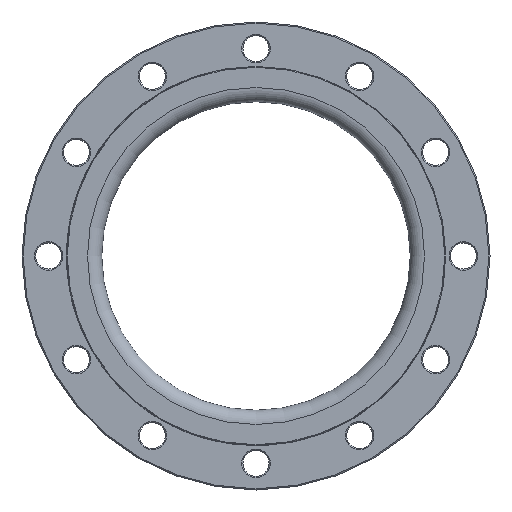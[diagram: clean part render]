
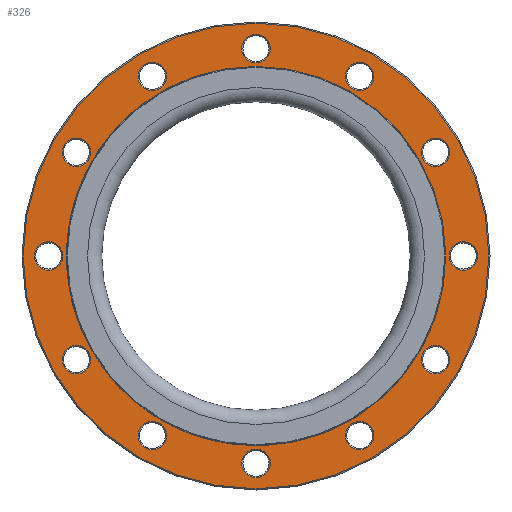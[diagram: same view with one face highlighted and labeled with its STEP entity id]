
A CAD part, left-side view. The second image highlights one B-rep face of the part: STEP entity #326.
In plain terms, the highlighted planar face has unit normal (-1, 0, 0).
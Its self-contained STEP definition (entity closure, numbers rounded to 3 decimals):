
#59=CARTESIAN_POINT('',(-96.,0.,0.));
#60=DIRECTION('',(-1.,0.,0.));
#61=DIRECTION('',(-0.,0.,-1.));
#62=AXIS2_PLACEMENT_3D('',#59,#60,#61);
#63=PLANE('',#62);
#64=CARTESIAN_POINT('',(-96.,-0.,145.5));
#65=VERTEX_POINT('',#64);
#66=CARTESIAN_POINT('',(-96.,-0.,0.));
#67=DIRECTION('',(1.,-0.,-0.));
#68=DIRECTION('',(0.,0.,1.));
#69=AXIS2_PLACEMENT_3D('',#66,#67,#68);
#70=CIRCLE('',#69,145.5);
#71=EDGE_CURVE('',#65,#65,#70,.T.);
#72=ORIENTED_EDGE('',*,*,#71,.T.);
#73=EDGE_LOOP('',(#72));
#74=FACE_BOUND('',#73,.T.);
#75=CARTESIAN_POINT('',(-96.,-0.,-196.5));
#76=VERTEX_POINT('',#75);
#77=CARTESIAN_POINT('',(-96.,0.,0.));
#78=DIRECTION('',(-1.,-0.,0.));
#79=DIRECTION('',(-0.,0.,-1.));
#80=AXIS2_PLACEMENT_3D('',#77,#78,#79);
#81=CIRCLE('',#80,196.5);
#82=EDGE_CURVE('',#76,#76,#81,.T.);
#83=ORIENTED_EDGE('',*,*,#82,.T.);
#84=EDGE_LOOP('',(#83));
#85=FACE_BOUND('',#84,.T.);
#86=CARTESIAN_POINT('',(-96.,151.554,75.5));
#87=VERTEX_POINT('',#86);
#88=CARTESIAN_POINT('',(-96.,151.554,99.5));
#89=VERTEX_POINT('',#88);
#90=CARTESIAN_POINT('',(-96.,151.554,87.5));
#91=DIRECTION('',(1.,0.,-0.));
#92=DIRECTION('',(-0.,0.,-1.));
#93=AXIS2_PLACEMENT_3D('',#90,#91,#92);
#94=CIRCLE('',#93,12.);
#95=EDGE_CURVE('',#87,#89,#94,.T.);
#96=ORIENTED_EDGE('',*,*,#95,.T.);
#97=CARTESIAN_POINT('',(-96.,151.554,87.5));
#98=DIRECTION('',(1.,0.,-0.));
#99=DIRECTION('',(-0.,0.,-1.));
#100=AXIS2_PLACEMENT_3D('',#97,#98,#99);
#101=CIRCLE('',#100,12.);
#102=EDGE_CURVE('',#89,#87,#101,.T.);
#103=ORIENTED_EDGE('',*,*,#102,.T.);
#104=EDGE_LOOP('',(#96,#103));
#105=FACE_BOUND('',#104,.T.);
#106=CARTESIAN_POINT('',(-96.,0.,-187.));
#107=VERTEX_POINT('',#106);
#108=CARTESIAN_POINT('',(-96.,0.,-163.));
#109=VERTEX_POINT('',#108);
#110=CARTESIAN_POINT('',(-96.,0.,-175.));
#111=DIRECTION('',(1.,0.,-0.));
#112=DIRECTION('',(-0.,0.,-1.));
#113=AXIS2_PLACEMENT_3D('',#110,#111,#112);
#114=CIRCLE('',#113,12.);
#115=EDGE_CURVE('',#107,#109,#114,.T.);
#116=ORIENTED_EDGE('',*,*,#115,.T.);
#117=CARTESIAN_POINT('',(-96.,0.,-175.));
#118=DIRECTION('',(1.,0.,-0.));
#119=DIRECTION('',(-0.,0.,-1.));
#120=AXIS2_PLACEMENT_3D('',#117,#118,#119);
#121=CIRCLE('',#120,12.);
#122=EDGE_CURVE('',#109,#107,#121,.T.);
#123=ORIENTED_EDGE('',*,*,#122,.T.);
#124=EDGE_LOOP('',(#116,#123));
#125=FACE_BOUND('',#124,.T.);
#126=CARTESIAN_POINT('',(-96.,-175.,-12.));
#127=VERTEX_POINT('',#126);
#128=CARTESIAN_POINT('',(-96.,-175.,12.));
#129=VERTEX_POINT('',#128);
#130=CARTESIAN_POINT('',(-96.,-175.,0.));
#131=DIRECTION('',(1.,0.,-0.));
#132=DIRECTION('',(-0.,0.,-1.));
#133=AXIS2_PLACEMENT_3D('',#130,#131,#132);
#134=CIRCLE('',#133,12.);
#135=EDGE_CURVE('',#127,#129,#134,.T.);
#136=ORIENTED_EDGE('',*,*,#135,.T.);
#137=CARTESIAN_POINT('',(-96.,-175.,0.));
#138=DIRECTION('',(1.,0.,-0.));
#139=DIRECTION('',(-0.,0.,-1.));
#140=AXIS2_PLACEMENT_3D('',#137,#138,#139);
#141=CIRCLE('',#140,12.);
#142=EDGE_CURVE('',#129,#127,#141,.T.);
#143=ORIENTED_EDGE('',*,*,#142,.T.);
#144=EDGE_LOOP('',(#136,#143));
#145=FACE_BOUND('',#144,.T.);
#146=CARTESIAN_POINT('',(-96.,151.554,-99.5));
#147=VERTEX_POINT('',#146);
#148=CARTESIAN_POINT('',(-96.,151.554,-75.5));
#149=VERTEX_POINT('',#148);
#150=CARTESIAN_POINT('',(-96.,151.554,-87.5));
#151=DIRECTION('',(1.,0.,-0.));
#152=DIRECTION('',(-0.,0.,-1.));
#153=AXIS2_PLACEMENT_3D('',#150,#151,#152);
#154=CIRCLE('',#153,12.);
#155=EDGE_CURVE('',#147,#149,#154,.T.);
#156=ORIENTED_EDGE('',*,*,#155,.T.);
#157=CARTESIAN_POINT('',(-96.,151.554,-87.5));
#158=DIRECTION('',(1.,0.,-0.));
#159=DIRECTION('',(-0.,0.,-1.));
#160=AXIS2_PLACEMENT_3D('',#157,#158,#159);
#161=CIRCLE('',#160,12.);
#162=EDGE_CURVE('',#149,#147,#161,.T.);
#163=ORIENTED_EDGE('',*,*,#162,.T.);
#164=EDGE_LOOP('',(#156,#163));
#165=FACE_BOUND('',#164,.T.);
#166=CARTESIAN_POINT('',(-96.,-151.554,-99.5));
#167=VERTEX_POINT('',#166);
#168=CARTESIAN_POINT('',(-96.,-151.554,-75.5));
#169=VERTEX_POINT('',#168);
#170=CARTESIAN_POINT('',(-96.,-151.554,-87.5));
#171=DIRECTION('',(1.,0.,-0.));
#172=DIRECTION('',(-0.,0.,-1.));
#173=AXIS2_PLACEMENT_3D('',#170,#171,#172);
#174=CIRCLE('',#173,12.);
#175=EDGE_CURVE('',#167,#169,#174,.T.);
#176=ORIENTED_EDGE('',*,*,#175,.T.);
#177=CARTESIAN_POINT('',(-96.,-151.554,-87.5));
#178=DIRECTION('',(1.,0.,-0.));
#179=DIRECTION('',(-0.,0.,-1.));
#180=AXIS2_PLACEMENT_3D('',#177,#178,#179);
#181=CIRCLE('',#180,12.);
#182=EDGE_CURVE('',#169,#167,#181,.T.);
#183=ORIENTED_EDGE('',*,*,#182,.T.);
#184=EDGE_LOOP('',(#176,#183));
#185=FACE_BOUND('',#184,.T.);
#186=CARTESIAN_POINT('',(-96.,175.,-12.));
#187=VERTEX_POINT('',#186);
#188=CARTESIAN_POINT('',(-96.,175.,12.));
#189=VERTEX_POINT('',#188);
#190=CARTESIAN_POINT('',(-96.,175.,0.));
#191=DIRECTION('',(1.,0.,-0.));
#192=DIRECTION('',(-0.,0.,-1.));
#193=AXIS2_PLACEMENT_3D('',#190,#191,#192);
#194=CIRCLE('',#193,12.);
#195=EDGE_CURVE('',#187,#189,#194,.T.);
#196=ORIENTED_EDGE('',*,*,#195,.T.);
#197=CARTESIAN_POINT('',(-96.,175.,0.));
#198=DIRECTION('',(1.,0.,-0.));
#199=DIRECTION('',(-0.,0.,-1.));
#200=AXIS2_PLACEMENT_3D('',#197,#198,#199);
#201=CIRCLE('',#200,12.);
#202=EDGE_CURVE('',#189,#187,#201,.T.);
#203=ORIENTED_EDGE('',*,*,#202,.T.);
#204=EDGE_LOOP('',(#196,#203));
#205=FACE_BOUND('',#204,.T.);
#206=CARTESIAN_POINT('',(-96.,-87.5,-163.554));
#207=VERTEX_POINT('',#206);
#208=CARTESIAN_POINT('',(-96.,-87.5,-139.554));
#209=VERTEX_POINT('',#208);
#210=CARTESIAN_POINT('',(-96.,-87.5,-151.554));
#211=DIRECTION('',(1.,0.,-0.));
#212=DIRECTION('',(-0.,0.,-1.));
#213=AXIS2_PLACEMENT_3D('',#210,#211,#212);
#214=CIRCLE('',#213,12.);
#215=EDGE_CURVE('',#207,#209,#214,.T.);
#216=ORIENTED_EDGE('',*,*,#215,.T.);
#217=CARTESIAN_POINT('',(-96.,-87.5,-151.554));
#218=DIRECTION('',(1.,0.,-0.));
#219=DIRECTION('',(-0.,0.,-1.));
#220=AXIS2_PLACEMENT_3D('',#217,#218,#219);
#221=CIRCLE('',#220,12.);
#222=EDGE_CURVE('',#209,#207,#221,.T.);
#223=ORIENTED_EDGE('',*,*,#222,.T.);
#224=EDGE_LOOP('',(#216,#223));
#225=FACE_BOUND('',#224,.T.);
#226=CARTESIAN_POINT('',(-96.,87.5,-163.554));
#227=VERTEX_POINT('',#226);
#228=CARTESIAN_POINT('',(-96.,87.5,-139.554));
#229=VERTEX_POINT('',#228);
#230=CARTESIAN_POINT('',(-96.,87.5,-151.554));
#231=DIRECTION('',(1.,0.,-0.));
#232=DIRECTION('',(-0.,0.,-1.));
#233=AXIS2_PLACEMENT_3D('',#230,#231,#232);
#234=CIRCLE('',#233,12.);
#235=EDGE_CURVE('',#227,#229,#234,.T.);
#236=ORIENTED_EDGE('',*,*,#235,.T.);
#237=CARTESIAN_POINT('',(-96.,87.5,-151.554));
#238=DIRECTION('',(1.,0.,-0.));
#239=DIRECTION('',(-0.,0.,-1.));
#240=AXIS2_PLACEMENT_3D('',#237,#238,#239);
#241=CIRCLE('',#240,12.);
#242=EDGE_CURVE('',#229,#227,#241,.T.);
#243=ORIENTED_EDGE('',*,*,#242,.T.);
#244=EDGE_LOOP('',(#236,#243));
#245=FACE_BOUND('',#244,.T.);
#246=CARTESIAN_POINT('',(-96.,87.5,139.554));
#247=VERTEX_POINT('',#246);
#248=CARTESIAN_POINT('',(-96.,87.5,163.554));
#249=VERTEX_POINT('',#248);
#250=CARTESIAN_POINT('',(-96.,87.5,151.554));
#251=DIRECTION('',(1.,0.,-0.));
#252=DIRECTION('',(-0.,0.,-1.));
#253=AXIS2_PLACEMENT_3D('',#250,#251,#252);
#254=CIRCLE('',#253,12.);
#255=EDGE_CURVE('',#247,#249,#254,.T.);
#256=ORIENTED_EDGE('',*,*,#255,.T.);
#257=CARTESIAN_POINT('',(-96.,87.5,151.554));
#258=DIRECTION('',(1.,0.,-0.));
#259=DIRECTION('',(-0.,0.,-1.));
#260=AXIS2_PLACEMENT_3D('',#257,#258,#259);
#261=CIRCLE('',#260,12.);
#262=EDGE_CURVE('',#249,#247,#261,.T.);
#263=ORIENTED_EDGE('',*,*,#262,.T.);
#264=EDGE_LOOP('',(#256,#263));
#265=FACE_BOUND('',#264,.T.);
#266=CARTESIAN_POINT('',(-96.,-0.,163.));
#267=VERTEX_POINT('',#266);
#268=CARTESIAN_POINT('',(-96.,-0.,187.));
#269=VERTEX_POINT('',#268);
#270=CARTESIAN_POINT('',(-96.,-0.,175.));
#271=DIRECTION('',(1.,0.,-0.));
#272=DIRECTION('',(-0.,0.,-1.));
#273=AXIS2_PLACEMENT_3D('',#270,#271,#272);
#274=CIRCLE('',#273,12.);
#275=EDGE_CURVE('',#267,#269,#274,.T.);
#276=ORIENTED_EDGE('',*,*,#275,.T.);
#277=CARTESIAN_POINT('',(-96.,-0.,175.));
#278=DIRECTION('',(1.,0.,-0.));
#279=DIRECTION('',(-0.,0.,-1.));
#280=AXIS2_PLACEMENT_3D('',#277,#278,#279);
#281=CIRCLE('',#280,12.);
#282=EDGE_CURVE('',#269,#267,#281,.T.);
#283=ORIENTED_EDGE('',*,*,#282,.T.);
#284=EDGE_LOOP('',(#276,#283));
#285=FACE_BOUND('',#284,.T.);
#286=CARTESIAN_POINT('',(-96.,-87.5,139.554));
#287=VERTEX_POINT('',#286);
#288=CARTESIAN_POINT('',(-96.,-87.5,163.554));
#289=VERTEX_POINT('',#288);
#290=CARTESIAN_POINT('',(-96.,-87.5,151.554));
#291=DIRECTION('',(1.,0.,-0.));
#292=DIRECTION('',(-0.,0.,-1.));
#293=AXIS2_PLACEMENT_3D('',#290,#291,#292);
#294=CIRCLE('',#293,12.);
#295=EDGE_CURVE('',#287,#289,#294,.T.);
#296=ORIENTED_EDGE('',*,*,#295,.T.);
#297=CARTESIAN_POINT('',(-96.,-87.5,151.554));
#298=DIRECTION('',(1.,0.,-0.));
#299=DIRECTION('',(-0.,0.,-1.));
#300=AXIS2_PLACEMENT_3D('',#297,#298,#299);
#301=CIRCLE('',#300,12.);
#302=EDGE_CURVE('',#289,#287,#301,.T.);
#303=ORIENTED_EDGE('',*,*,#302,.T.);
#304=EDGE_LOOP('',(#296,#303));
#305=FACE_BOUND('',#304,.T.);
#306=CARTESIAN_POINT('',(-96.,-151.554,75.5));
#307=VERTEX_POINT('',#306);
#308=CARTESIAN_POINT('',(-96.,-151.554,99.5));
#309=VERTEX_POINT('',#308);
#310=CARTESIAN_POINT('',(-96.,-151.554,87.5));
#311=DIRECTION('',(1.,0.,-0.));
#312=DIRECTION('',(-0.,0.,-1.));
#313=AXIS2_PLACEMENT_3D('',#310,#311,#312);
#314=CIRCLE('',#313,12.);
#315=EDGE_CURVE('',#307,#309,#314,.T.);
#316=ORIENTED_EDGE('',*,*,#315,.T.);
#317=CARTESIAN_POINT('',(-96.,-151.554,87.5));
#318=DIRECTION('',(1.,0.,-0.));
#319=DIRECTION('',(-0.,0.,-1.));
#320=AXIS2_PLACEMENT_3D('',#317,#318,#319);
#321=CIRCLE('',#320,12.);
#322=EDGE_CURVE('',#309,#307,#321,.T.);
#323=ORIENTED_EDGE('',*,*,#322,.T.);
#324=EDGE_LOOP('',(#316,#323));
#325=FACE_BOUND('',#324,.T.);
#326=ADVANCED_FACE('',(#74,#85,#105,#125,#145,#165,#185,#205,#225,#245,#265,#285,#305,#325),#63,.T.);
